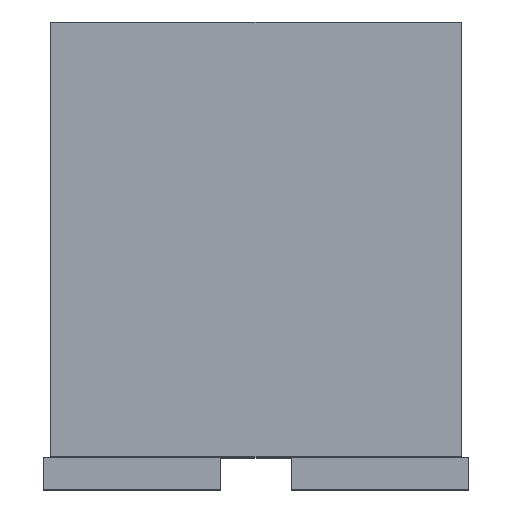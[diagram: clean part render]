
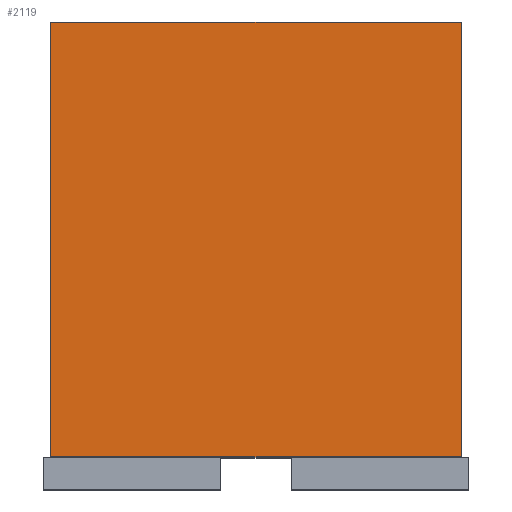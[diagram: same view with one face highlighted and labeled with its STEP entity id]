
A CAD part, top view. The second image highlights one B-rep face of the part: STEP entity #2119.
In plain terms, the highlighted planar face has unit normal (0, 0, 1).
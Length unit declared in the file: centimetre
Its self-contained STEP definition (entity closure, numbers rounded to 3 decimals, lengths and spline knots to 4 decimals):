
#73=FACE_OUTER_BOUND('',#211,.T.);
#211=EDGE_LOOP('',(#1466,#1467,#1468,#1469));
#348=LINE('',#3000,#636);
#352=LINE('',#3007,#640);
#376=LINE('',#3055,#664);
#380=LINE('',#3063,#668);
#636=VECTOR('',#2428,1.);
#640=VECTOR('',#2434,1.);
#664=VECTOR('',#2472,1.);
#668=VECTOR('',#2482,1.);
#920=VERTEX_POINT('',#2997);
#921=VERTEX_POINT('',#2999);
#923=VERTEX_POINT('',#3005);
#940=VERTEX_POINT('',#3053);
#1116=EDGE_CURVE('',#921,#920,#348,.T.);
#1120=EDGE_CURVE('',#920,#923,#352,.T.);
#1144=EDGE_CURVE('',#940,#923,#376,.T.);
#1148=EDGE_CURVE('',#921,#940,#380,.T.);
#1466=ORIENTED_EDGE('',*,*,#1116,.T.);
#1467=ORIENTED_EDGE('',*,*,#1120,.T.);
#1468=ORIENTED_EDGE('',*,*,#1144,.F.);
#1469=ORIENTED_EDGE('',*,*,#1148,.F.);
#1981=PLANE('',#2279);
#2119=ADVANCED_FACE('',(#73),#1981,.T.);
#2279=AXIS2_PLACEMENT_3D('',#3062,#2480,#2481);
#2428=DIRECTION('',(1.,0.,0.));
#2434=DIRECTION('',(0.,1.,0.));
#2472=DIRECTION('',(1.,0.,0.));
#2480=DIRECTION('center_axis',(0.,0.,1.));
#2481=DIRECTION('ref_axis',(1.,0.,0.));
#2482=DIRECTION('',(0.,1.,0.));
#2997=CARTESIAN_POINT('',(0.255,0.,0.6325));
#2999=CARTESIAN_POINT('',(-0.255,0.,0.6325));
#3000=CARTESIAN_POINT('',(-0.255,0.,0.6325));
#3005=CARTESIAN_POINT('',(0.255,0.54,0.6325));
#3007=CARTESIAN_POINT('',(0.255,0.,0.6325));
#3053=CARTESIAN_POINT('',(-0.255,0.54,0.6325));
#3055=CARTESIAN_POINT('',(-0.255,0.54,0.6325));
#3062=CARTESIAN_POINT('Origin',(-0.255,0.,0.6325));
#3063=CARTESIAN_POINT('',(-0.255,0.,0.6325));
